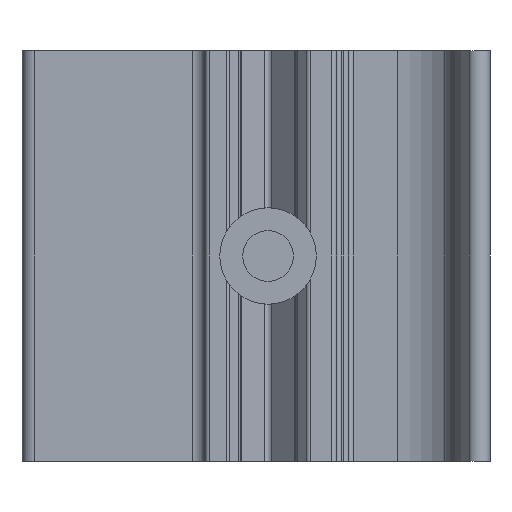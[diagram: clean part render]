
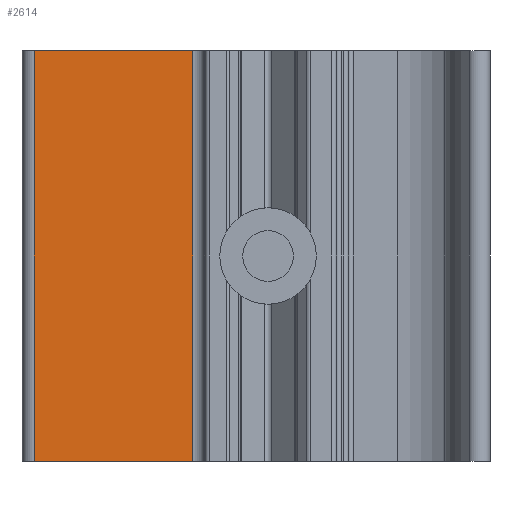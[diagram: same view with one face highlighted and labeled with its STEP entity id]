
A CAD part, front view. The second image highlights one B-rep face of the part: STEP entity #2614.
In plain terms, the highlighted planar face has unit normal (-0.005, -1, 0).
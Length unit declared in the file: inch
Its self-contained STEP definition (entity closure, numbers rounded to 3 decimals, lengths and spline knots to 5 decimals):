
#60 = EDGE_CURVE ( 'NONE', #634, #3204, #3288, .T. ) ;
#148 = LINE ( 'NONE', #3065, #896 ) ;
#313 = DIRECTION ( 'NONE',  ( 1., -0.006, 0. ) ) ;
#314 = ORIENTED_EDGE ( 'NONE', *, *, #60, .T. ) ;
#534 = FACE_OUTER_BOUND ( 'NONE', #3343, .T. ) ;
#541 = CARTESIAN_POINT ( 'NONE',  ( -0.12252, 0.14817, 0. ) ) ;
#634 = VERTEX_POINT ( 'NONE', #3481 ) ;
#639 = EDGE_CURVE ( 'NONE', #634, #841, #832, .T. ) ;
#721 = VECTOR ( 'NONE', #313, 39.37008 ) ;
#769 = DIRECTION ( 'NONE',  ( 0., 0., 1. ) ) ;
#799 = DIRECTION ( 'NONE',  ( 0., 0., 1. ) ) ;
#832 = LINE ( 'NONE', #3220, #3209 ) ;
#841 = VERTEX_POINT ( 'NONE', #1745 ) ;
#861 = CARTESIAN_POINT ( 'NONE',  ( 0.00082, 0.14749, -0.66929 ) ) ;
#872 = DIRECTION ( 'NONE',  ( 1., -0.006, 0. ) ) ;
#896 = VECTOR ( 'NONE', #872, 39.37008 ) ;
#1074 = EDGE_CURVE ( 'NONE', #841, #1798, #148, .T. ) ;
#1356 = PLANE ( 'NONE',  #2939 ) ;
#1411 = CARTESIAN_POINT ( 'NONE',  ( 0.00082, 0.14749, -0.66929 ) ) ;
#1686 = DIRECTION ( 'NONE',  ( 1., -0.006, 0. ) ) ;
#1700 = ORIENTED_EDGE ( 'NONE', *, *, #1074, .F. ) ;
#1745 = CARTESIAN_POINT ( 'NONE',  ( -0.38187, 0.14961, 0. ) ) ;
#1798 = VERTEX_POINT ( 'NONE', #541 ) ;
#1884 = CARTESIAN_POINT ( 'NONE',  ( -0.12252, 0.14817, -0.66929 ) ) ;
#1895 = ORIENTED_EDGE ( 'NONE', *, *, #639, .F. ) ;
#1923 = DIRECTION ( 'NONE',  ( -0.006, -1., 0. ) ) ;
#2110 = CARTESIAN_POINT ( 'NONE',  ( -0.12252, 0.14817, -0.66929 ) ) ;
#2310 = VECTOR ( 'NONE', #769, 39.37008 ) ;
#2427 = ORIENTED_EDGE ( 'NONE', *, *, #2580, .T. ) ;
#2580 = EDGE_CURVE ( 'NONE', #3204, #1798, #2668, .T. ) ;
#2614 = ADVANCED_FACE ( 'NONE', ( #534 ), #1356, .T. ) ;
#2668 = LINE ( 'NONE', #2110, #2310 ) ;
#2939 = AXIS2_PLACEMENT_3D ( 'NONE', #1411, #1923, #1686 ) ;
#3065 = CARTESIAN_POINT ( 'NONE',  ( 0.00082, 0.14749, 0. ) ) ;
#3204 = VERTEX_POINT ( 'NONE', #1884 ) ;
#3209 = VECTOR ( 'NONE', #799, 39.37008 ) ;
#3220 = CARTESIAN_POINT ( 'NONE',  ( -0.38187, 0.14961, -0.66929 ) ) ;
#3288 = LINE ( 'NONE', #861, #721 ) ;
#3343 = EDGE_LOOP ( 'NONE', ( #1700, #1895, #314, #2427 ) ) ;
#3481 = CARTESIAN_POINT ( 'NONE',  ( -0.38187, 0.14961, -0.66929 ) ) ;
